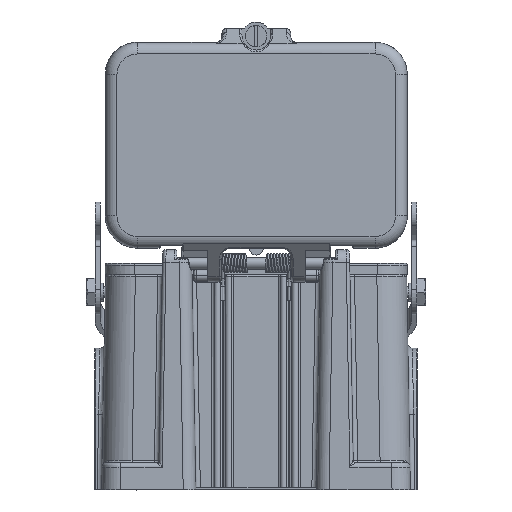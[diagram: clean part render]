
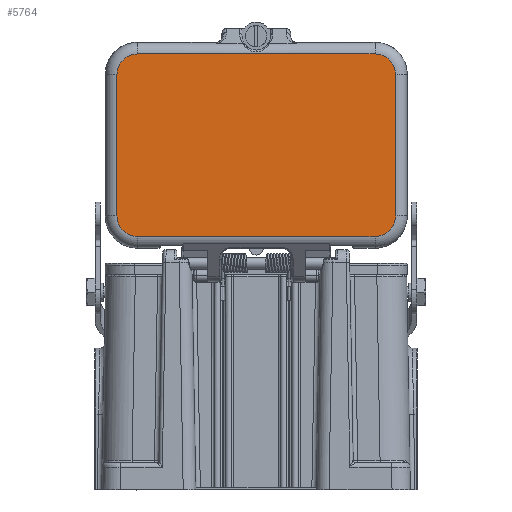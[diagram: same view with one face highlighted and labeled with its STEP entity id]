
A CAD part, front view. The second image highlights one B-rep face of the part: STEP entity #5764.
In plain terms, the highlighted face is planar.
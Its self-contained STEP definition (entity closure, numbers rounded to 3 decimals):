
#1787=FACE_OUTER_BOUND('',#7533,.T.);
#2487=PLANE('',#19007);
#3617=LINE('',#39268,#4752);
#3618=LINE('',#39286,#4753);
#3619=LINE('',#39304,#4754);
#3620=LINE('',#39315,#4755);
#4752=VECTOR('',#23748,1.);
#4753=VECTOR('',#23755,1.);
#4754=VECTOR('',#23762,1.);
#4755=VECTOR('',#23769,1.);
#5764=ADVANCED_FACE('NONE',(#1787),#2487,.T.);
#7533=EDGE_LOOP('',(#12403,#12404,#12405,#12406,#12407,#12408,#12409,#12410));
#12403=ORIENTED_EDGE('',*,*,#16532,.F.);
#12404=ORIENTED_EDGE('',*,*,#16533,.F.);
#12405=ORIENTED_EDGE('',*,*,#16520,.F.);
#12406=ORIENTED_EDGE('',*,*,#16522,.F.);
#12407=ORIENTED_EDGE('',*,*,#16524,.F.);
#12408=ORIENTED_EDGE('',*,*,#16526,.F.);
#12409=ORIENTED_EDGE('',*,*,#16528,.F.);
#12410=ORIENTED_EDGE('',*,*,#16530,.F.);
#14055=VERTEX_POINT('',#39251);
#14056=VERTEX_POINT('',#39258);
#14057=VERTEX_POINT('',#39267);
#14058=VERTEX_POINT('',#39276);
#14059=VERTEX_POINT('',#39285);
#14060=VERTEX_POINT('',#39294);
#14061=VERTEX_POINT('',#39303);
#14062=VERTEX_POINT('',#39312);
#16520=EDGE_CURVE('',#14056,#14055,#17188,.T.);
#16522=EDGE_CURVE('',#14057,#14056,#3617,.T.);
#16524=EDGE_CURVE('',#14058,#14057,#17189,.T.);
#16526=EDGE_CURVE('',#14059,#14058,#3618,.T.);
#16528=EDGE_CURVE('',#14060,#14059,#17190,.T.);
#16530=EDGE_CURVE('',#14061,#14060,#3619,.T.);
#16532=EDGE_CURVE('',#14062,#14061,#17191,.T.);
#16533=EDGE_CURVE('',#14055,#14062,#3620,.T.);
#17188=CIRCLE('',#18995,8.999);
#17189=CIRCLE('',#18998,8.999);
#17190=CIRCLE('',#19001,8.999);
#17191=CIRCLE('',#19004,8.999);
#18995=AXIS2_PLACEMENT_3D('',#39259,#23744,#23745);
#18998=AXIS2_PLACEMENT_3D('',#39277,#23751,#23752);
#19001=AXIS2_PLACEMENT_3D('',#39295,#23758,#23759);
#19004=AXIS2_PLACEMENT_3D('',#39313,#23765,#23766);
#19007=AXIS2_PLACEMENT_3D('',#39317,#23772,#23773);
#23744=DIRECTION('',(0.,-1.,0.));
#23745=DIRECTION('',(0.,0.,1.));
#23748=DIRECTION('',(0.,0.,1.));
#23751=DIRECTION('',(0.,-1.,0.));
#23752=DIRECTION('',(-1.,0.,0.));
#23755=DIRECTION('',(1.,0.,0.));
#23758=DIRECTION('',(0.,-1.,0.));
#23759=DIRECTION('',(0.,0.,1.));
#23762=DIRECTION('',(0.,0.,-1.));
#23765=DIRECTION('',(0.,-1.,0.));
#23766=DIRECTION('',(-1.,0.,0.));
#23769=DIRECTION('',(-1.,0.,0.));
#23772=DIRECTION('',(0.,1.,0.));
#23773=DIRECTION('',(0.,0.,1.));
#39251=CARTESIAN_POINT('',(209.587,17.035,255.977));
#39258=CARTESIAN_POINT('',(218.586,17.035,246.977));
#39259=CARTESIAN_POINT('',(209.587,17.035,246.977));
#39267=CARTESIAN_POINT('',(218.586,17.035,185.204));
#39268=CARTESIAN_POINT('',(218.586,17.035,216.091));
#39276=CARTESIAN_POINT('',(209.587,17.035,176.204));
#39277=CARTESIAN_POINT('',(209.587,17.035,185.204));
#39285=CARTESIAN_POINT('',(105.813,17.035,176.204));
#39286=CARTESIAN_POINT('',(157.7,17.035,176.204));
#39294=CARTESIAN_POINT('',(96.814,17.035,185.204));
#39295=CARTESIAN_POINT('',(105.813,17.035,185.204));
#39303=CARTESIAN_POINT('',(96.814,17.035,246.977));
#39304=CARTESIAN_POINT('',(96.814,17.035,216.091));
#39312=CARTESIAN_POINT('',(105.813,17.035,255.977));
#39313=CARTESIAN_POINT('',(105.813,17.035,246.977));
#39315=CARTESIAN_POINT('',(157.7,17.035,255.977));
#39317=CARTESIAN_POINT('',(157.7,17.035,216.091));
